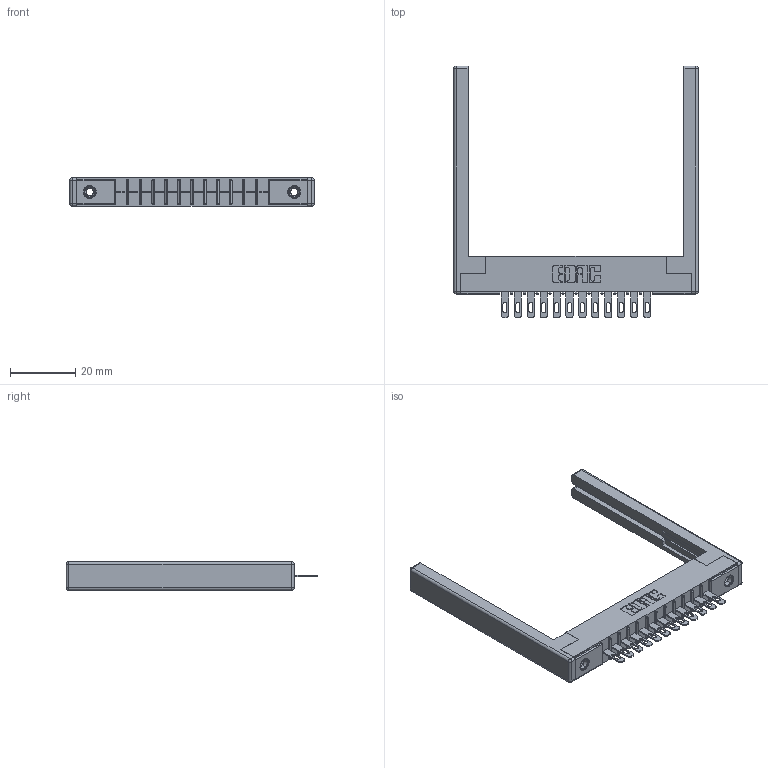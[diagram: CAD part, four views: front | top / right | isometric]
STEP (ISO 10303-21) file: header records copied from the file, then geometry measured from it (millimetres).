
FILE_DESCRIPTION (( 'STEP AP203' ), '1' );
FILE_NAME ('316-012-500-168.STEP', '2018-07-31T00:23:16', ( '' ), ( '' ), 'SwSTEP 2.0', 'SolidWorks 2016', '' );
FILE_SCHEMA (( 'CONFIG_CONTROL_DESIGN' ));
Length unit declared in the file: inch
Products named in the file (5): 307-220-068; 316-012-500-168; 306 Part_.156 Dia; 306-290-001_100; 345-250-001_345-250-001-102
Assembly tree (17 placements, depth 2):
  316-012-500-168
    306 Part_.156 Dia
    306-290-001_100  x12
    345-250-001_345-250-001-102  x2
    307-220-068  x2
Bounding box: 74.98 x 77.17 x 8.71 mm (x, y, z)
Volume: 9674.9 mm3; surface area: 11558.8 mm2
Topology: 17 solids, 17 shells, 1182 faces, 3286 edges, 2104 vertices
Faces by surface type: plane 756, cylinder 354, sphere 56, cone 12, torus 4
Entity records: 18000 total; most frequent: CARTESIAN_POINT 2984, DIRECTION 2959, ORIENTED_EDGE 2946, EDGE_CURVE 1473, LINE 1129, VECTOR 1129, VERTEX_POINT 940, AXIS2_PLACEMENT_3D 915
